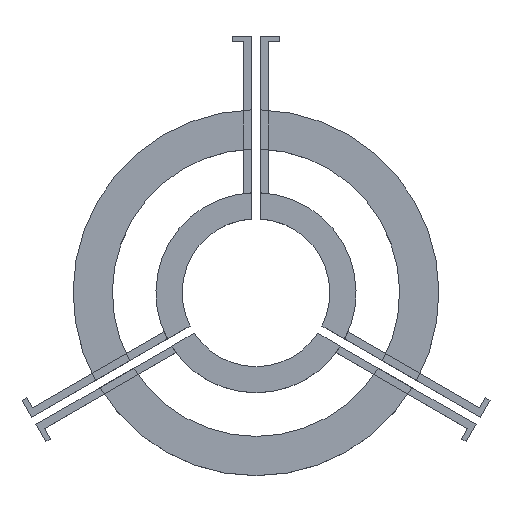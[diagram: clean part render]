
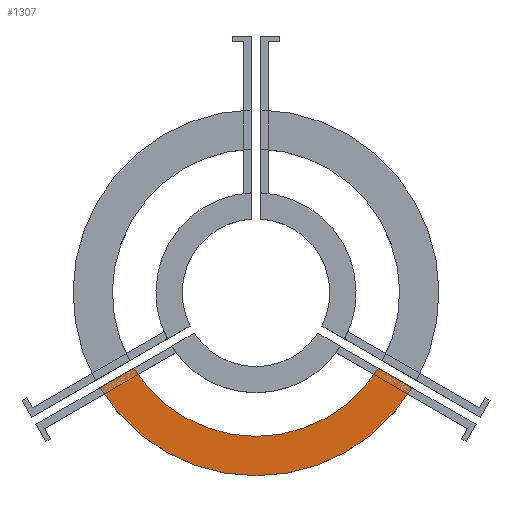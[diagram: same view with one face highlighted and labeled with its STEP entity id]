
A CAD part, top view. The second image highlights one B-rep face of the part: STEP entity #1307.
In plain terms, the highlighted planar face has unit normal (0, 0, 1).
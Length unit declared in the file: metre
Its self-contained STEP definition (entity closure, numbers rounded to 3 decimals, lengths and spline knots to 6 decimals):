
#16=CIRCLE('',#1535,0.069848);
#17=CIRCLE('',#1537,0.054848);
#178=ORIENTED_EDGE('',*,*,#483,.T.);
#179=ORIENTED_EDGE('',*,*,#488,.T.);
#180=ORIENTED_EDGE('',*,*,#487,.F.);
#181=ORIENTED_EDGE('',*,*,#489,.F.);
#483=EDGE_CURVE('',#647,#646,#16,.T.);
#487=EDGE_CURVE('',#649,#648,#17,.T.);
#488=EDGE_CURVE('',#646,#648,#780,.T.);
#489=EDGE_CURVE('',#647,#649,#781,.T.);
#646=VERTEX_POINT('',#2134);
#647=VERTEX_POINT('',#2136);
#648=VERTEX_POINT('',#2140);
#649=VERTEX_POINT('',#2142);
#780=LINE('',#2145,#936);
#781=LINE('',#2146,#937);
#936=VECTOR('',#1747,1.);
#937=VECTOR('',#1748,1.);
#1067=EDGE_LOOP('',(#178,#179,#180,#181));
#1151=FACE_BOUND('',#1067,.T.);
#1231=PLANE('',#1538);
#1307=ADVANCED_FACE('',(#1151),#1231,.T.);
#1535=AXIS2_PLACEMENT_3D('',#2135,#1736,#1737);
#1537=AXIS2_PLACEMENT_3D('',#2143,#1743,#1744);
#1538=AXIS2_PLACEMENT_3D('',#2144,#1745,#1746);
#1736=DIRECTION('',(0.,0.,1.));
#1737=DIRECTION('',(1.,0.,0.));
#1743=DIRECTION('',(0.,0.,1.));
#1744=DIRECTION('',(1.,0.,0.));
#1745=DIRECTION('',(0.,0.,1.));
#1746=DIRECTION('',(1.,0.,0.));
#1747=DIRECTION('',(-0.866,0.5,0.));
#1748=DIRECTION('',(0.866,0.5,0.));
#2134=CARTESIAN_POINT('',(0.059682,-0.036288,0.015));
#2135=CARTESIAN_POINT('',(0.,0.,0.015));
#2136=CARTESIAN_POINT('',(-0.059682,-0.036288,0.015));
#2140=CARTESIAN_POINT('',(0.046687,-0.028785,0.015));
#2142=CARTESIAN_POINT('',(-0.046687,-0.028785,0.015));
#2143=CARTESIAN_POINT('',(0.,0.,0.015));
#2144=CARTESIAN_POINT('',(0.,0.,0.015));
#2145=CARTESIAN_POINT('',(0.085123,-0.050976,0.015));
#2146=CARTESIAN_POINT('',(-0.085123,-0.050976,0.015));
